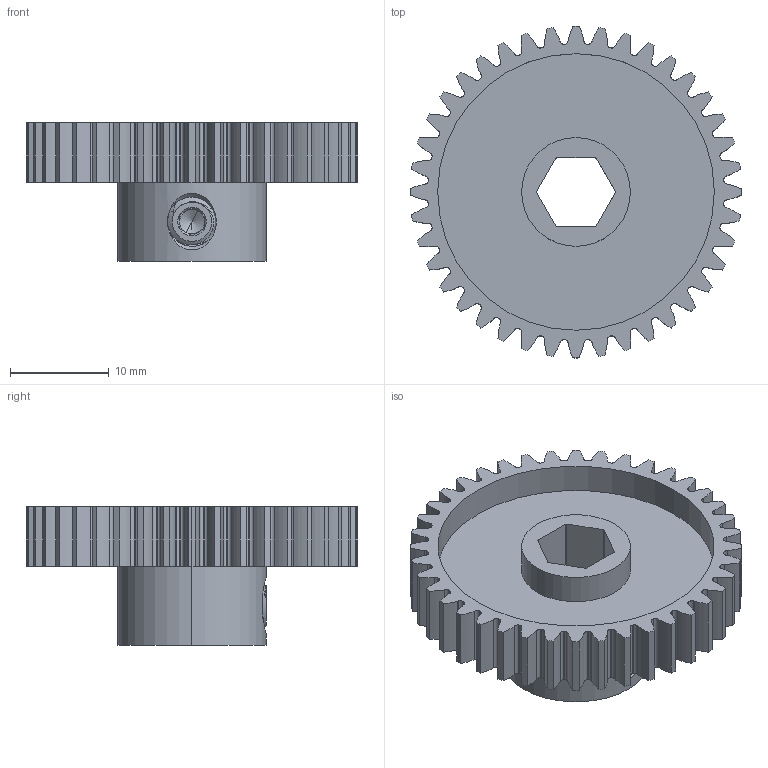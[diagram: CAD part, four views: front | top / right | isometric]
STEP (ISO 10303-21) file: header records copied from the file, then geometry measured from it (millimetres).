
FILE_DESCRIPTION (( 'STEP AP203' ), '1' );
FILE_NAME ('2303-4008-0040 assembly.STEP', '2019-12-11T17:17:10', ( '' ), ( '' ), 'SwSTEP 2.0', 'SolidWorks 2016', '' );
FILE_SCHEMA (( 'CONFIG_CONTROL_DESIGN' ));
Length unit declared in the file: millimetre
Products named in the file (3): 2303-4008-0040 assembly; 2303-4008-0040_Gear Blank; 2806-0005-0004_91390A117
Assembly tree (3 placements, depth 2):
  2303-4008-0040 assembly
    2303-4008-0040_Gear Blank
    2806-0005-0004_91390A117  x2
Bounding box: 33.6 x 33.6 x 14 mm (x, y, z)
Volume: 4016.9 mm3; surface area: 4127.7 mm2
Topology: 3 solids, 3 shells, 490 faces, 1403 edges, 916 vertices
Faces by surface type: bspline 176, cylinder 159, plane 119, cone 36
Entity records: 25291 total; most frequent: CARTESIAN_POINT 14486, ORIENTED_EDGE 2610, DIRECTION 1601, EDGE_CURVE 1305, VERTEX_POINT 863, VECTOR 595, LINE 595, AXIS2_PLACEMENT_3D 503
